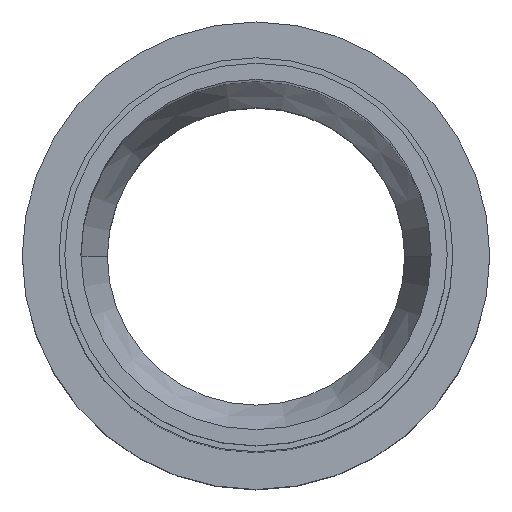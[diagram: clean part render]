
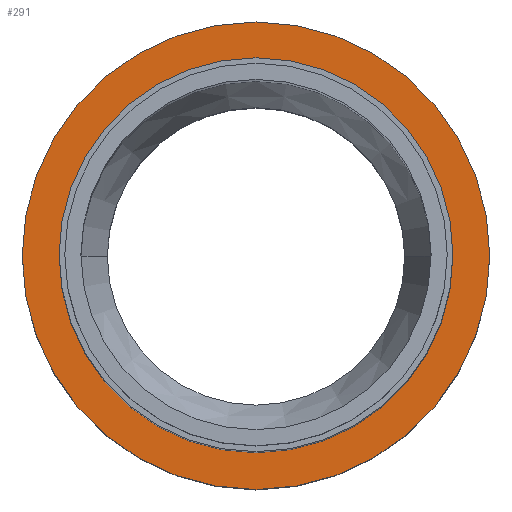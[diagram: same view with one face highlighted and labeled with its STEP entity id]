
A CAD part, top view. The second image highlights one B-rep face of the part: STEP entity #291.
In plain terms, the highlighted planar face has unit normal (0, 0, 1).
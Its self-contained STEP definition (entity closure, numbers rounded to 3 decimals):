
#32 = FACE_BOUND ( 'NONE', #461, .T. ) ;
#72 = AXIS2_PLACEMENT_3D ( 'NONE', #598, #203, #425 ) ;
#97 = DIRECTION ( 'NONE',  ( 1., 0., 0. ) ) ;
#111 = DIRECTION ( 'NONE',  ( 0., 0., 1. ) ) ;
#122 = CARTESIAN_POINT ( 'NONE',  ( 0., 0., -314. ) ) ;
#142 = CARTESIAN_POINT ( 'NONE',  ( 86.64, 0., -314. ) ) ;
#164 = CIRCLE ( 'NONE', #528, 86.64 ) ;
#169 = CARTESIAN_POINT ( 'NONE',  ( 102.85, 0., -314. ) ) ;
#174 = DIRECTION ( 'NONE',  ( 1., 0., 0. ) ) ;
#183 = AXIS2_PLACEMENT_3D ( 'NONE', #549, #111, #332 ) ;
#192 = AXIS2_PLACEMENT_3D ( 'NONE', #451, #582, #174 ) ;
#203 = DIRECTION ( 'NONE',  ( 0., 0., -1. ) ) ;
#252 = FACE_OUTER_BOUND ( 'NONE', #446, .T. ) ;
#269 = VERTEX_POINT ( 'NONE', #142 ) ;
#277 = CIRCLE ( 'NONE', #183, 86.64 ) ;
#291 = ADVANCED_FACE ( 'NONE', ( #32, #252 ), #476, .F. ) ;
#330 = ORIENTED_EDGE ( 'NONE', *, *, #465, .F. ) ;
#332 = DIRECTION ( 'NONE',  ( 1., 0., 0. ) ) ;
#336 = ORIENTED_EDGE ( 'NONE', *, *, #554, .F. ) ;
#340 = ORIENTED_EDGE ( 'NONE', *, *, #368, .T. ) ;
#341 = DIRECTION ( 'NONE',  ( 0., 0., 1. ) ) ;
#342 = ORIENTED_EDGE ( 'NONE', *, *, #517, .T. ) ;
#368 = EDGE_CURVE ( 'NONE', #460, #429, #500, .T. ) ;
#377 = CARTESIAN_POINT ( 'NONE',  ( 0., 0., -314. ) ) ;
#425 = DIRECTION ( 'NONE',  ( -1., 0., 0. ) ) ;
#426 = VERTEX_POINT ( 'NONE', #442 ) ;
#429 = VERTEX_POINT ( 'NONE', #577 ) ;
#442 = CARTESIAN_POINT ( 'NONE',  ( -86.64, 0., -314. ) ) ;
#446 = EDGE_LOOP ( 'NONE', ( #340, #342 ) ) ;
#451 = CARTESIAN_POINT ( 'NONE',  ( 0., 0., -314. ) ) ;
#460 = VERTEX_POINT ( 'NONE', #169 ) ;
#461 = EDGE_LOOP ( 'NONE', ( #330, #336 ) ) ;
#465 = EDGE_CURVE ( 'NONE', #269, #426, #277, .T. ) ;
#467 = AXIS2_PLACEMENT_3D ( 'NONE', #377, #544, #97 ) ;
#476 = PLANE ( 'NONE',  #72 ) ;
#495 = CIRCLE ( 'NONE', #192, 102.85 ) ;
#500 = CIRCLE ( 'NONE', #467, 102.85 ) ;
#517 = EDGE_CURVE ( 'NONE', #429, #460, #495, .T. ) ;
#527 = DIRECTION ( 'NONE',  ( 1., 0., 0. ) ) ;
#528 = AXIS2_PLACEMENT_3D ( 'NONE', #122, #341, #527 ) ;
#544 = DIRECTION ( 'NONE',  ( 0., 0., 1. ) ) ;
#549 = CARTESIAN_POINT ( 'NONE',  ( 0., 0., -314. ) ) ;
#554 = EDGE_CURVE ( 'NONE', #426, #269, #164, .T. ) ;
#577 = CARTESIAN_POINT ( 'NONE',  ( -102.85, 0., -314. ) ) ;
#582 = DIRECTION ( 'NONE',  ( 0., 0., 1. ) ) ;
#598 = CARTESIAN_POINT ( 'NONE',  ( 0., 102.85, -314. ) ) ;
